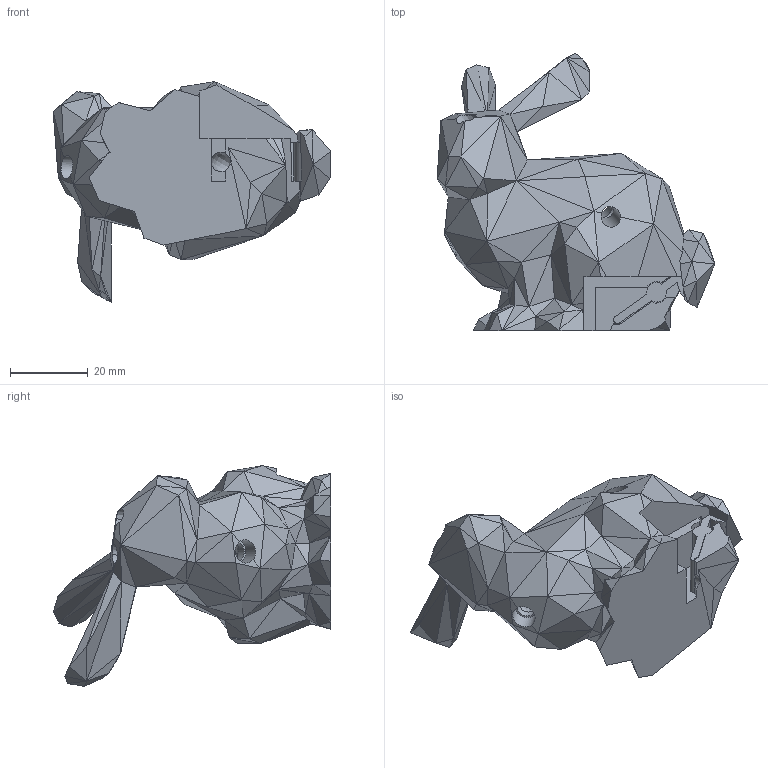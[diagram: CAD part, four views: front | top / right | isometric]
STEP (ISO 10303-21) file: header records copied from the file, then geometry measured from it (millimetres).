
FILE_DESCRIPTION(/* description */ ('','CAx-IF Rec.Pracs.---Representation and Presentation of Product Manufacturing Information (PMI)---4.0---2014-10-13'),/* implementation_level */ '2;1');
FILE_NAME(/* name */ 'Bunny_for Plug-in capture v5.step',/* time_stamp */ '2025-02-15T18:02:37Z',/* author */ (''),/* organization */ (''),/* preprocessor_version */ 'ST-DEVELOPER v20',/* originating_system */ 'Autodesk Translation Framework v13.20.0.188',/* authorisation */ '');
FILE_SCHEMA (('AP242_MANAGED_MODEL_BASED_3D_ENGINEERING_MIM_LF { 1 0 10303 442 1 1 4 }'));
Length unit declared in the file: millimetre
Products named in the file (2): Bunny_for Plug-in capture; body
Assembly tree (1 placements, depth 2):
  Bunny_for Plug-in capture
    body
Bounding box: 71.5 x 71.34 x 56.83 mm (x, y, z)
Volume: 65271.9 mm3; surface area: 17022.6 mm2
Topology: 3 solids, 3 shells, 367 faces, 720 edges, 351 vertices
Faces by surface type: plane 327, bspline 20, cylinder 17, torus 3
Full cylindrical faces by diameter (mm): 5 x4, 6 x1
Entity records: 14049 total; most frequent: CARTESIAN_POINT 6938, ORIENTED_EDGE 1440, DIRECTION 1366, EDGE_CURVE 720, LINE 566, VECTOR 566, AXIS2_PLACEMENT_3D 400, EDGE_LOOP 371
